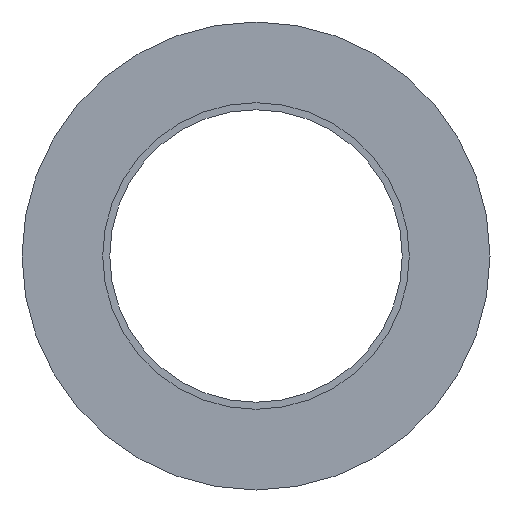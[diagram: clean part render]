
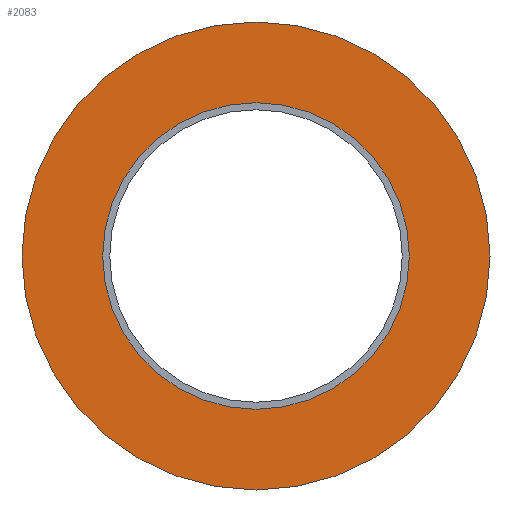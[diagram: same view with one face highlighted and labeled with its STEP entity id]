
A CAD part, left-side view. The second image highlights one B-rep face of the part: STEP entity #2083.
In plain terms, the highlighted planar face has unit normal (-1, 0, 0).
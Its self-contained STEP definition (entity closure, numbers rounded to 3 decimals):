
#6 = DIRECTION ( 'NONE',  ( 1., 0., 0. ) ) ;
#50 = DIRECTION ( 'NONE',  ( -1., 0., 0. ) ) ;
#124 = AXIS2_PLACEMENT_3D ( 'NONE', #3202, #2414, #2398 ) ;
#240 = DIRECTION ( 'NONE',  ( 0., 0., -1. ) ) ;
#325 = CARTESIAN_POINT ( 'NONE',  ( 0., 10., 0. ) ) ;
#364 = PLANE ( 'NONE',  #3348 ) ;
#505 = DIRECTION ( 'NONE',  ( -1., 0., 0. ) ) ;
#543 = CARTESIAN_POINT ( 'NONE',  ( 0., 0., 0. ) ) ;
#561 = VERTEX_POINT ( 'NONE', #2959 ) ;
#569 = DIRECTION ( 'NONE',  ( 1., 0., 0. ) ) ;
#631 = CARTESIAN_POINT ( 'NONE',  ( 0., 0., 20. ) ) ;
#752 = EDGE_CURVE ( 'NONE', #561, #3473, #1289, .T. ) ;
#952 = EDGE_CURVE ( 'NONE', #1772, #2073, #2011, .T. ) ;
#1004 = EDGE_LOOP ( 'NONE', ( #3305, #3192 ) ) ;
#1105 = CARTESIAN_POINT ( 'NONE',  ( 0., 0., 0. ) ) ;
#1261 = ORIENTED_EDGE ( 'NONE', *, *, #3212, .T. ) ;
#1289 = CIRCLE ( 'NONE', #2864, 13.1 ) ;
#1377 = CARTESIAN_POINT ( 'NONE',  ( 0., 0., 0. ) ) ;
#1729 = FACE_BOUND ( 'NONE', #1004, .T. ) ;
#1772 = VERTEX_POINT ( 'NONE', #2084 ) ;
#1880 = CIRCLE ( 'NONE', #2939, 20. ) ;
#1959 = DIRECTION ( 'NONE',  ( 0., 0., 1. ) ) ;
#1987 = CIRCLE ( 'NONE', #2043, 13.1 ) ;
#2011 = CIRCLE ( 'NONE', #124, 20. ) ;
#2043 = AXIS2_PLACEMENT_3D ( 'NONE', #1377, #6, #3247 ) ;
#2054 = CARTESIAN_POINT ( 'NONE',  ( 0., 0., 13.1 ) ) ;
#2073 = VERTEX_POINT ( 'NONE', #631 ) ;
#2083 = ADVANCED_FACE ( 'NONE', ( #1729, #2277 ), #364, .T. ) ;
#2084 = CARTESIAN_POINT ( 'NONE',  ( 0., 0., -20. ) ) ;
#2242 = DIRECTION ( 'NONE',  ( 0., 0., -1. ) ) ;
#2277 = FACE_OUTER_BOUND ( 'NONE', #2337, .T. ) ;
#2337 = EDGE_LOOP ( 'NONE', ( #2735, #1261 ) ) ;
#2398 = DIRECTION ( 'NONE',  ( 0., 0., -1. ) ) ;
#2414 = DIRECTION ( 'NONE',  ( -1., 0., 0. ) ) ;
#2615 = EDGE_CURVE ( 'NONE', #3473, #561, #1987, .T. ) ;
#2735 = ORIENTED_EDGE ( 'NONE', *, *, #952, .T. ) ;
#2864 = AXIS2_PLACEMENT_3D ( 'NONE', #1105, #569, #2242 ) ;
#2939 = AXIS2_PLACEMENT_3D ( 'NONE', #543, #505, #240 ) ;
#2959 = CARTESIAN_POINT ( 'NONE',  ( 0., 0., -13.1 ) ) ;
#3192 = ORIENTED_EDGE ( 'NONE', *, *, #2615, .T. ) ;
#3202 = CARTESIAN_POINT ( 'NONE',  ( 0., 0., 0. ) ) ;
#3212 = EDGE_CURVE ( 'NONE', #2073, #1772, #1880, .T. ) ;
#3247 = DIRECTION ( 'NONE',  ( 0., 0., -1. ) ) ;
#3305 = ORIENTED_EDGE ( 'NONE', *, *, #752, .T. ) ;
#3348 = AXIS2_PLACEMENT_3D ( 'NONE', #325, #50, #1959 ) ;
#3473 = VERTEX_POINT ( 'NONE', #2054 ) ;
